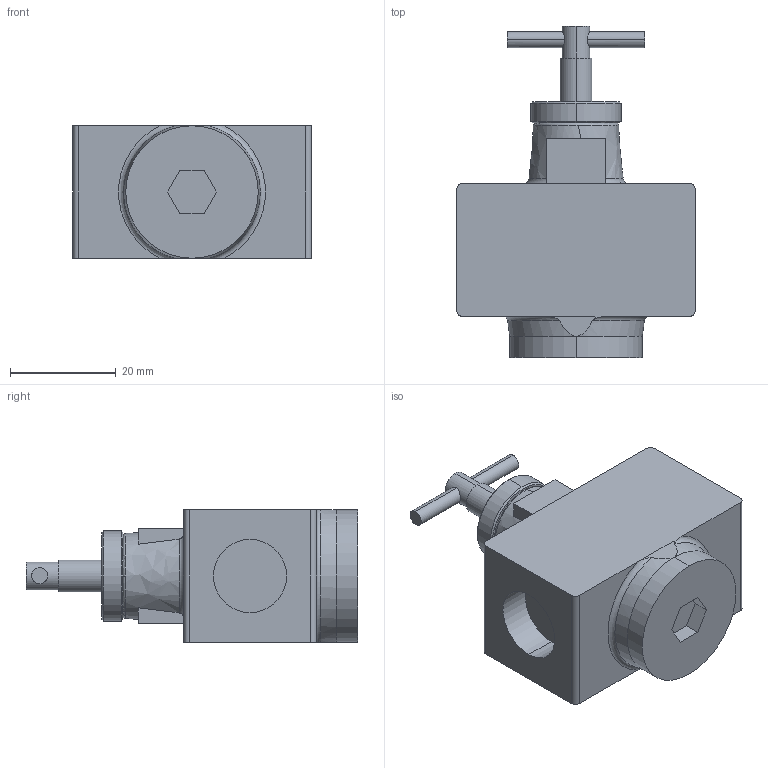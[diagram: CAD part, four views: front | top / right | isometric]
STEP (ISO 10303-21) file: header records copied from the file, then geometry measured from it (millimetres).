
FILE_DESCRIPTION (( 'STEP AP214' ), '1' );
FILE_NAME ('SC6-02-8A.STEP', '2025-04-01T06:08:00', ( '' ), ( '' ), 'SwSTEP 2.0', 'SolidWorks 2017', '' );
FILE_SCHEMA (( 'AUTOMOTIVE_DESIGN' ));
Length unit declared in the file: millimetre
Products named in the file (1): SC6-02-8A
Bounding box: 45 x 62.5 x 25 mm (x, y, z)
Volume: 34245.7 mm3; surface area: 8242.3 mm2
Topology: 1 solids, 1 shells, 68 faces, 164 edges, 107 vertices
Faces by surface type: plane 33, cylinder 20, torus 7, cone 6, bspline 2
Entity records: 2314 total; most frequent: CARTESIAN_POINT 673, DIRECTION 329, ORIENTED_EDGE 328, EDGE_CURVE 164, AXIS2_PLACEMENT_3D 128, VERTEX_POINT 107, EDGE_LOOP 77, LINE 73
